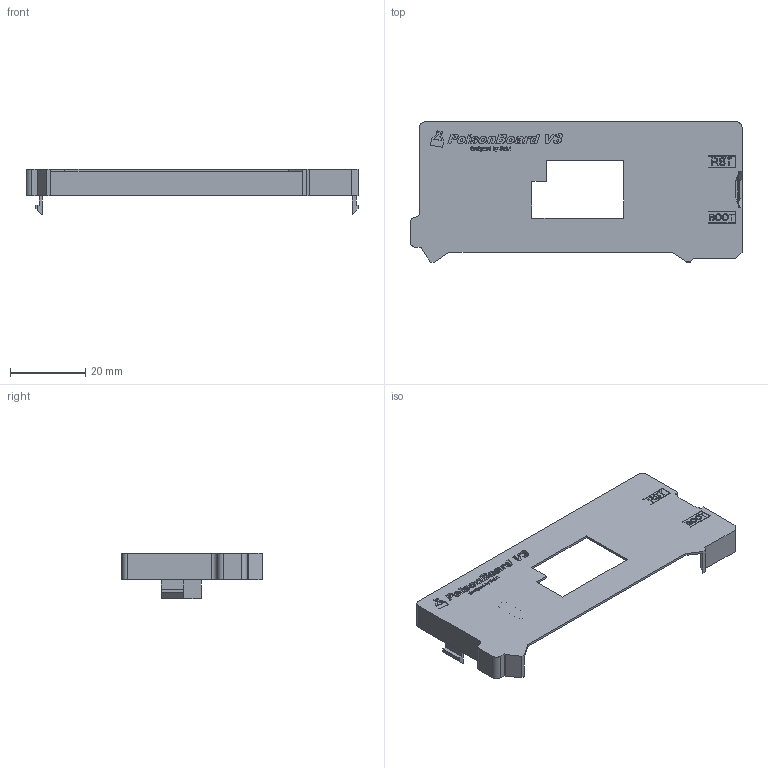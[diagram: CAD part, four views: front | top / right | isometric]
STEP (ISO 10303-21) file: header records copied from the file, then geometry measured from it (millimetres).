
FILE_DESCRIPTION(/* description */ (''),/* implementation_level */ '2;1');
FILE_NAME(/* name */ 'Part1.step',/* time_stamp */ '2023-10-27T19:50:34+02:00',/* author */ (''),/* organization */ (''),/* preprocessor_version */ 'ST-DEVELOPER v20',/* originating_system */ 'Autodesk Translation Framework v12.14.0.127',/* authorisation */ '');
FILE_SCHEMA (('AUTOMOTIVE_DESIGN { 1 0 10303 214 3 1 1 }'));
Length unit declared in the file: millimetre
Products named in the file (1): Part1
Bounding box: 88.04 x 37.25 x 12 mm (x, y, z)
Volume: 3314.7 mm3; surface area: 8037.1 mm2
Topology: 1 solids, 1 shells, 919 faces, 2579 edges, 1711 vertices
Faces by surface type: bspline 513, plane 372, cylinder 32, torus 2
Entity records: 34067 total; most frequent: CARTESIAN_POINT 13907, ORIENTED_EDGE 5126, EDGE_CURVE 2563, DIRECTION 2411, VERTEX_POINT 1703, LINE 1477, VECTOR 1477, B_SPLINE_CURVE_WITH_KNOTS 1026
